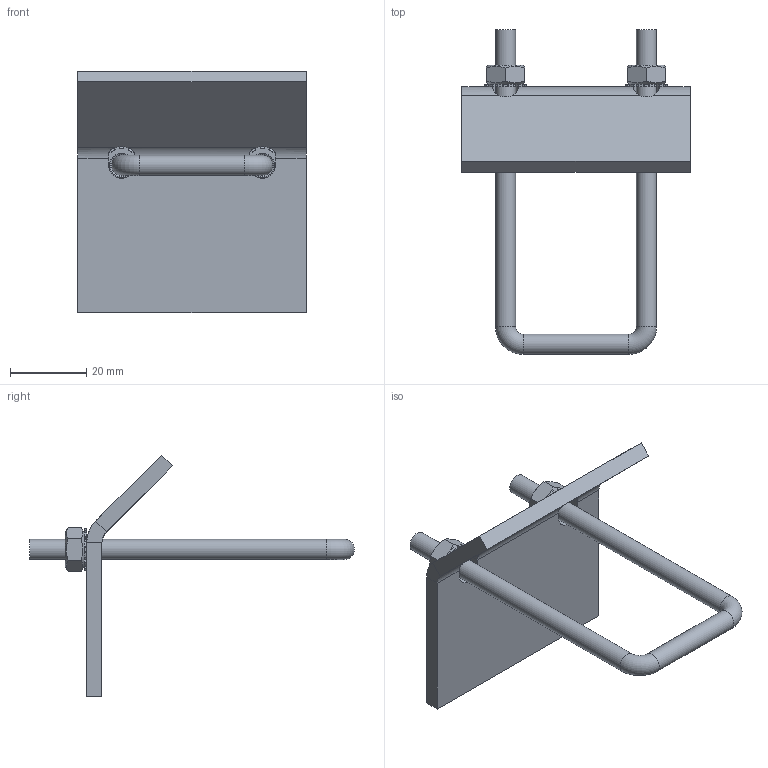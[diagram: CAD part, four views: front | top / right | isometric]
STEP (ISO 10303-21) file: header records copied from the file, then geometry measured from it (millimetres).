
FILE_DESCRIPTION((''),'2;1');
FILE_NAME('130280.stp','2010-07-21T11:23:33',('DMK009'),(''),'Autodesk Inventor 2010','Autodesk Inventor 2010','');
FILE_SCHEMA(('AUTOMOTIVE_DESIGN { 1 0 10303 214 1 1 1 1 }'));
Length unit declared in the file: millimetre
Products named in the file (1): 130280
Bounding box: 60 x 85.27 x 63.46 mm (x, y, z)
Volume: 21291.6 mm3; surface area: 13204.3 mm2
Topology: 1 solids, 1 shells, 271 faces, 719 edges, 450 vertices
Faces by surface type: plane 140, cylinder 111, bspline 10, cone 8, torus 2
Full cylindrical faces by diameter (mm): 5.3 x5, 6.4 x2
Entity records: 8657 total; most frequent: CARTESIAN_POINT 1614, DIRECTION 1524, ORIENTED_EDGE 1392, EDGE_CURVE 696, AXIS2_PLACEMENT_3D 598, VERTEX_POINT 444, CIRCLE 336, VECTOR 328
